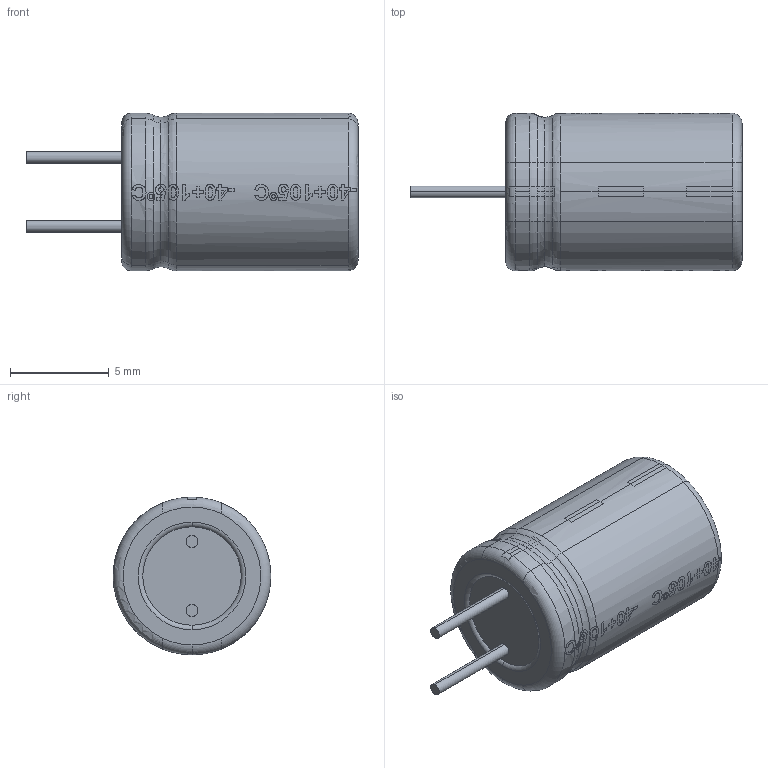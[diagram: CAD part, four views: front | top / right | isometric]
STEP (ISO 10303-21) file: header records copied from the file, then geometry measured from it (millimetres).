
FILE_DESCRIPTION (( 'STEP AP214' ), '1' );
FILE_NAME ('El_3.5_8_12_Black.STEP', '2023-07-15T06:11:47', ( 'Yurii' ), ( '' ), 'SwSTEP 2.0', 'SolidWorks 2019', '' );
FILE_SCHEMA (( 'AUTOMOTIVE_DESIGN' ));
Length unit declared in the file: millimetre
Products named in the file (1): El_3.5_8_12_Black
Bounding box: 16.85 x 8 x 8 mm (x, y, z)
Volume: 590.7 mm3; surface area: 416.1 mm2
Topology: 1 solids, 1 shells, 174 faces, 680 edges, 546 vertices
Faces by surface type: torus 81, cylinder 75, plane 18
Entity records: 10198 total; most frequent: CARTESIAN_POINT 3809, ORIENTED_EDGE 1360, DIRECTION 870, EDGE_CURVE 680, VERTEX_POINT 546, AXIS2_PLACEMENT_3D 377, B_SPLINE_CURVE_WITH_KNOTS 322, EDGE_LOOP 212
